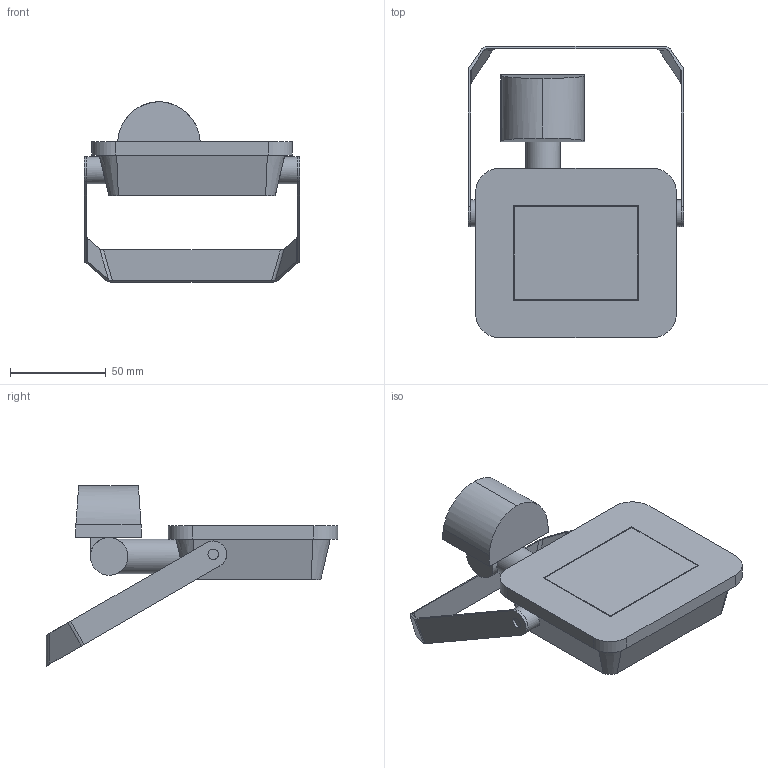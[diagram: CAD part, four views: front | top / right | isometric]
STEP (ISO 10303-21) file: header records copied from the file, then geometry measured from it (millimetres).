
FILE_DESCRIPTION (( 'STEP AP214' ), '1' );
FILE_NAME ('Floodlight Compact 20W_sensor_d.STEP', '2021-09-22T08:53:24', ( '' ), ( '' ), 'SwSTEP 2.0', 'SolidWorks 2020', '' );
FILE_SCHEMA (( 'AUTOMOTIVE_DESIGN' ));
Length unit declared in the file: millimetre
Products named in the file (4): Housing_20W_sensor; Bracket_20W_sensor; LES_20W^Floodlight Compact 20W_sensor; Floodlight Compact 20W_sensor_d
Assembly tree (3 placements, depth 2):
  Floodlight Compact 20W_sensor_d
    Housing_20W_sensor
    Bracket_20W_sensor
    LES_20W^Floodlight Compact 20W_sensor
Bounding box: 113 x 152.63 x 94.46 mm (x, y, z)
Volume: 267590.9 mm3; surface area: 54418.3 mm2
Topology: 3 solids, 3 shells, 73 faces, 184 edges, 123 vertices
Faces by surface type: plane 47, cylinder 22, cone 4
Full cylindrical faces by diameter (mm): 5.5 x2, 14 x2, 18 x1, 19.64 x1
Entity records: 2394 total; most frequent: CARTESIAN_POINT 552, ORIENTED_EDGE 346, DIRECTION 346, EDGE_CURVE 173, VERTEX_POINT 119, AXIS2_PLACEMENT_3D 118, LINE 110, VECTOR 110
